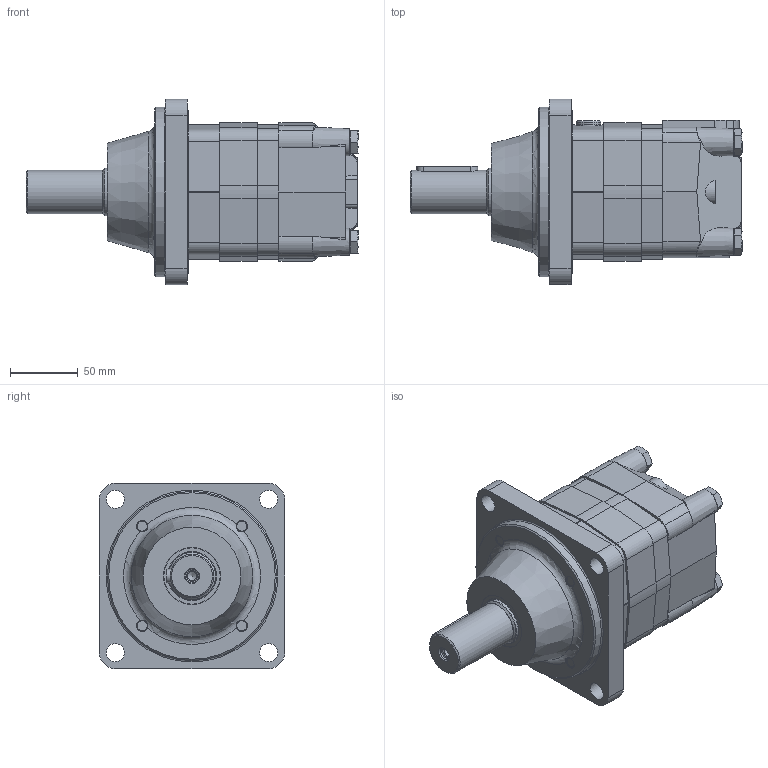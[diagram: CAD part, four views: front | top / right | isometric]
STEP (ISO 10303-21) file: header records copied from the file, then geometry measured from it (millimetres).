
FILE_DESCRIPTION(/* description */ ('STEP AP214'),/* implementation_level */ '2;1');
FILE_NAME(/* name */ 'MSW160CUP_4',/* time_stamp */ '2023-02-02T13:37:34+01:00',/* author */ ('License CC BY-ND 4.0'),/* organization */ ('CADENAS'),/* preprocessor_version */ 'ST-DEVELOPER v18.102',/* originating_system */ 'PARTsolutions',/* authorisation */ ' ');
FILE_SCHEMA (('AUTOMOTIVE_DESIGN {1 0 10303 214 3 1 1}'));
Length unit declared in the file: millimetre
Products named in the file (8): MSW160CUP/4; MSC; Hexagon bolt DIN 931-1 M10x1430; MS-P; MS-VP; MS160-D; MS-SP; MSW-MF
Assembly tree (10 placements, depth 2):
  MSW160CUP/4
    MSC
    Hexagon bolt DIN 931-1 M10x1430  x4
    MS-P
    MS-VP
    MS160-D
    MS-SP
    MSW-MF
Bounding box: 245.2 x 136.9 x 136.9 mm (x, y, z)
Volume: 1738253.4 mm3; surface area: 227256.9 mm2
Topology: 10 solids, 10 shells, 356 faces, 868 edges, 559 vertices
Faces by surface type: plane 149, cylinder 125, cone 69, torus 13
Full cylindrical faces by diameter (mm): 2.2 x4, 6.647 x1, 7.417 x4, 8.376 x2, 10 x5, 10.1 x6, 10.2 x4, 10.5 x8, 10.7 x4, 13.5 x4, 16 x4, 16.9 x1, 18 x1, 18.631 x2, 21 x1, 32 x1, 35 x1, 35.2 x1, 36 x1, 42 x1, 120 x1, 125 x1
Entity records: 8807 total; most frequent: CARTESIAN_POINT 1727, DIRECTION 1462, ORIENTED_EDGE 1278, EDGE_CURVE 639, AXIS2_PLACEMENT_3D 596, VERTEX_POINT 471, FACE_BOUND 458, EDGE_LOOP 453
